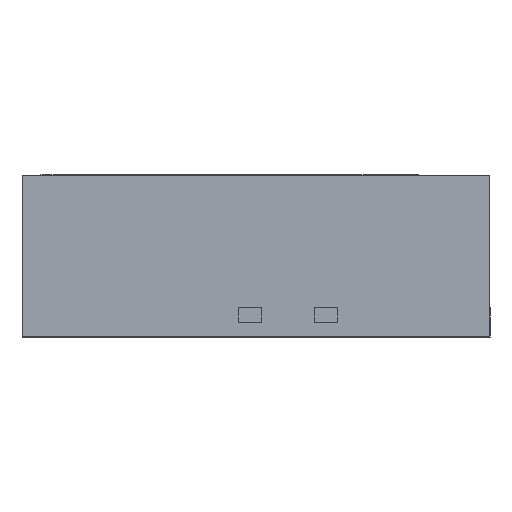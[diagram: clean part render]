
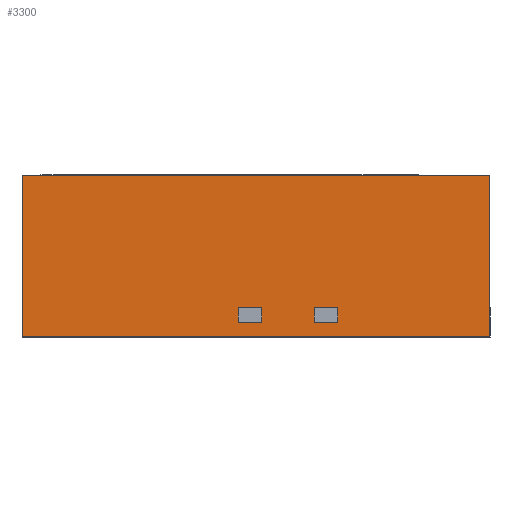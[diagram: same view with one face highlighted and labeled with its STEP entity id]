
A CAD part, left-side view. The second image highlights one B-rep face of the part: STEP entity #3300.
In plain terms, the highlighted planar face has unit normal (-1, 0, 0).
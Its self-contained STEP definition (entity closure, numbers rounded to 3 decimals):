
#69=FACE_BOUND('',#252,.T.);
#70=FACE_BOUND('',#253,.T.);
#78=FACE_OUTER_BOUND('',#251,.T.);
#251=EDGE_LOOP('',(#2237,#2238,#2239,#2240));
#252=EDGE_LOOP('',(#2241,#2242,#2243,#2244));
#253=EDGE_LOOP('',(#2245,#2246,#2247,#2248));
#491=LINE('',#4580,#924);
#527=LINE('',#4673,#960);
#528=LINE('',#4674,#961);
#529=LINE('',#4675,#962);
#530=LINE('',#4678,#963);
#531=LINE('',#4680,#964);
#532=LINE('',#4682,#965);
#533=LINE('',#4683,#966);
#534=LINE('',#4686,#967);
#535=LINE('',#4688,#968);
#536=LINE('',#4690,#969);
#537=LINE('',#4691,#970);
#924=VECTOR('',#3723,2.4);
#960=VECTOR('',#3781,2.4);
#961=VECTOR('',#3782,0.83);
#962=VECTOR('',#3783,0.83);
#963=VECTOR('',#3784,0.12);
#964=VECTOR('',#3785,0.075);
#965=VECTOR('',#3786,0.12);
#966=VECTOR('',#3787,0.075);
#967=VECTOR('',#3788,0.12);
#968=VECTOR('',#3789,0.075);
#969=VECTOR('',#3790,0.12);
#970=VECTOR('',#3791,0.075);
#1366=VERTEX_POINT('',#4577);
#1367=VERTEX_POINT('',#4579);
#1412=VERTEX_POINT('',#4671);
#1413=VERTEX_POINT('',#4672);
#1414=VERTEX_POINT('',#4676);
#1415=VERTEX_POINT('',#4677);
#1416=VERTEX_POINT('',#4679);
#1417=VERTEX_POINT('',#4681);
#1418=VERTEX_POINT('',#4684);
#1419=VERTEX_POINT('',#4685);
#1420=VERTEX_POINT('',#4687);
#1421=VERTEX_POINT('',#4689);
#1696=EDGE_CURVE('',#1367,#1366,#491,.T.);
#1742=EDGE_CURVE('',#1412,#1413,#527,.T.);
#1743=EDGE_CURVE('',#1367,#1413,#528,.T.);
#1744=EDGE_CURVE('',#1366,#1412,#529,.T.);
#1745=EDGE_CURVE('',#1414,#1415,#530,.T.);
#1746=EDGE_CURVE('',#1415,#1416,#531,.T.);
#1747=EDGE_CURVE('',#1416,#1417,#532,.T.);
#1748=EDGE_CURVE('',#1417,#1414,#533,.T.);
#1749=EDGE_CURVE('',#1418,#1419,#534,.T.);
#1750=EDGE_CURVE('',#1419,#1420,#535,.T.);
#1751=EDGE_CURVE('',#1420,#1421,#536,.T.);
#1752=EDGE_CURVE('',#1421,#1418,#537,.T.);
#2237=ORIENTED_EDGE('',*,*,#1742,.T.);
#2238=ORIENTED_EDGE('',*,*,#1743,.F.);
#2239=ORIENTED_EDGE('',*,*,#1696,.T.);
#2240=ORIENTED_EDGE('',*,*,#1744,.T.);
#2241=ORIENTED_EDGE('',*,*,#1745,.T.);
#2242=ORIENTED_EDGE('',*,*,#1746,.T.);
#2243=ORIENTED_EDGE('',*,*,#1747,.T.);
#2244=ORIENTED_EDGE('',*,*,#1748,.T.);
#2245=ORIENTED_EDGE('',*,*,#1749,.T.);
#2246=ORIENTED_EDGE('',*,*,#1750,.T.);
#2247=ORIENTED_EDGE('',*,*,#1751,.T.);
#2248=ORIENTED_EDGE('',*,*,#1752,.T.);
#3149=PLANE('',#3494);
#3300=ADVANCED_FACE('',(#78,#69,#70),#3149,.T.);
#3494=AXIS2_PLACEMENT_3D('',#4670,#3779,#3780);
#3723=DIRECTION('',(0.,-1.,0.));
#3779=DIRECTION('center_axis',(-1.,0.,0.));
#3780=DIRECTION('ref_axis',(0.,0.,1.));
#3781=DIRECTION('',(0.,1.,0.));
#3782=DIRECTION('',(0.,0.,1.));
#3783=DIRECTION('',(0.,0.,1.));
#3784=DIRECTION('',(0.,1.,0.));
#3785=DIRECTION('',(0.,0.,1.));
#3786=DIRECTION('',(0.,-1.,0.));
#3787=DIRECTION('',(0.,0.,-1.));
#3788=DIRECTION('',(0.,1.,0.));
#3789=DIRECTION('',(0.,0.,1.));
#3790=DIRECTION('',(0.,-1.,0.));
#3791=DIRECTION('',(0.,0.,-1.));
#4577=CARTESIAN_POINT('',(0.,0.,0.));
#4579=CARTESIAN_POINT('',(0.,2.4,0.));
#4580=CARTESIAN_POINT('',(0.,2.4,0.));
#4670=CARTESIAN_POINT('Origin',(0.,0.,0.));
#4671=CARTESIAN_POINT('',(0.,0.,0.83));
#4672=CARTESIAN_POINT('',(0.,2.4,0.83));
#4673=CARTESIAN_POINT('',(0.,2.4,0.83));
#4674=CARTESIAN_POINT('',(0.,2.4,0.));
#4675=CARTESIAN_POINT('',(0.,0.,0.));
#4676=CARTESIAN_POINT('',(0.,0.78,0.075));
#4677=CARTESIAN_POINT('',(0.,0.9,0.075));
#4678=CARTESIAN_POINT('',(0.,0.335,0.075));
#4679=CARTESIAN_POINT('',(0.,0.9,0.15));
#4680=CARTESIAN_POINT('',(0.,0.9,0.));
#4681=CARTESIAN_POINT('',(0.,0.78,0.15));
#4682=CARTESIAN_POINT('',(0.,0.287,0.15));
#4683=CARTESIAN_POINT('',(0.,0.78,0.));
#4684=CARTESIAN_POINT('',(0.,1.17,0.075));
#4685=CARTESIAN_POINT('',(0.,1.29,0.075));
#4686=CARTESIAN_POINT('',(0.,0.761,0.075));
#4687=CARTESIAN_POINT('',(0.,1.29,0.15));
#4688=CARTESIAN_POINT('',(0.,1.29,0.));
#4689=CARTESIAN_POINT('',(0.,1.17,0.15));
#4690=CARTESIAN_POINT('',(0.,0.868,0.15));
#4691=CARTESIAN_POINT('',(0.,1.17,0.));
